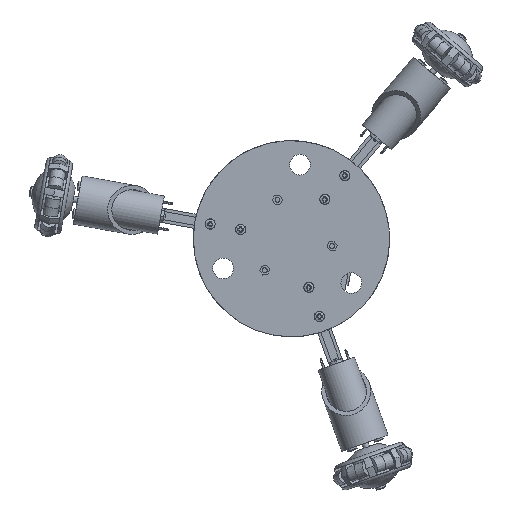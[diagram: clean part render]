
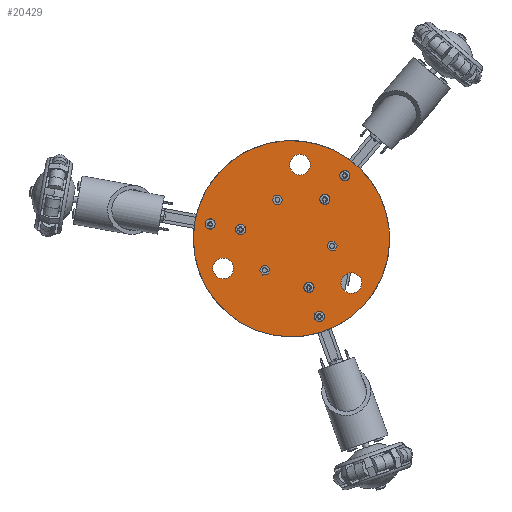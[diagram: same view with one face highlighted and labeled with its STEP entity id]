
A CAD part, front view. The second image highlights one B-rep face of the part: STEP entity #20429.
In plain terms, the highlighted planar face has unit normal (0, -1, 0).
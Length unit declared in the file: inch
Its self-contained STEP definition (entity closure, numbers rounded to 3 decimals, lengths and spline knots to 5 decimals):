
#5085=PLANE($,#21830);
#5938=FACE_BOUND($,#7717,.T.);
#5939=FACE_BOUND($,#7718,.T.);
#5940=FACE_BOUND($,#7719,.T.);
#5941=FACE_BOUND($,#7720,.T.);
#5942=FACE_BOUND($,#7721,.T.);
#5943=FACE_BOUND($,#7722,.T.);
#5944=FACE_BOUND($,#7723,.T.);
#5945=FACE_BOUND($,#7724,.T.);
#5946=FACE_BOUND($,#7725,.T.);
#5947=FACE_BOUND($,#7726,.T.);
#5948=FACE_BOUND($,#7727,.T.);
#5949=FACE_BOUND($,#7728,.T.);
#5950=FACE_BOUND($,#7729,.T.);
#7717=EDGE_LOOP($,(#14970));
#7718=EDGE_LOOP($,(#14971));
#7719=EDGE_LOOP($,(#14972));
#7720=EDGE_LOOP($,(#14973));
#7721=EDGE_LOOP($,(#14974));
#7722=EDGE_LOOP($,(#14975));
#7723=EDGE_LOOP($,(#14976));
#7724=EDGE_LOOP($,(#14977));
#7725=EDGE_LOOP($,(#14978));
#7726=EDGE_LOOP($,(#14979));
#7727=EDGE_LOOP($,(#14980));
#7728=EDGE_LOOP($,(#14981));
#7729=EDGE_LOOP($,(#14982));
#9297=CIRCLE($,#21696,0.25);
#9299=CIRCLE($,#21701,0.06);
#9301=CIRCLE($,#21706,0.06);
#9303=CIRCLE($,#21709,0.0675);
#9305=CIRCLE($,#21712,0.25);
#9307=CIRCLE($,#21717,0.06);
#9309=CIRCLE($,#21722,0.06);
#9311=CIRCLE($,#21725,0.0675);
#9345=CIRCLE($,#21770,2.375);
#9355=CIRCLE($,#21796,0.0675);
#9356=CIRCLE($,#21798,0.25);
#9357=CIRCLE($,#21800,0.06);
#9359=CIRCLE($,#21803,0.06);
#9994=VERTEX_POINT($,#29801);
#10004=VERTEX_POINT($,#29824);
#10014=VERTEX_POINT($,#29847);
#10016=VERTEX_POINT($,#29852);
#10018=VERTEX_POINT($,#29857);
#10028=VERTEX_POINT($,#29880);
#10038=VERTEX_POINT($,#29903);
#10040=VERTEX_POINT($,#29908);
#10074=VERTEX_POINT($,#30007);
#10091=VERTEX_POINT($,#30070);
#10092=VERTEX_POINT($,#30073);
#10093=VERTEX_POINT($,#30076);
#10095=VERTEX_POINT($,#30081);
#11868=EDGE_CURVE($,#9994,#9994,#9297,.T.);
#11878=EDGE_CURVE($,#10004,#10004,#9299,.T.);
#11888=EDGE_CURVE($,#10014,#10014,#9301,.T.);
#11890=EDGE_CURVE($,#10016,#10016,#9303,.T.);
#11892=EDGE_CURVE($,#10018,#10018,#9305,.T.);
#11902=EDGE_CURVE($,#10028,#10028,#9307,.T.);
#11912=EDGE_CURVE($,#10038,#10038,#9309,.T.);
#11914=EDGE_CURVE($,#10040,#10040,#9311,.T.);
#11968=EDGE_CURVE($,#10074,#10074,#9345,.T.);
#11998=EDGE_CURVE($,#10091,#10091,#9355,.T.);
#11999=EDGE_CURVE($,#10092,#10092,#9356,.T.);
#12000=EDGE_CURVE($,#10093,#10093,#9357,.T.);
#12002=EDGE_CURVE($,#10095,#10095,#9359,.T.);
#14970=ORIENTED_EDGE($,*,*,#11868,.T.);
#14971=ORIENTED_EDGE($,*,*,#11878,.T.);
#14972=ORIENTED_EDGE($,*,*,#11888,.T.);
#14973=ORIENTED_EDGE($,*,*,#11890,.T.);
#14974=ORIENTED_EDGE($,*,*,#11892,.T.);
#14975=ORIENTED_EDGE($,*,*,#11902,.T.);
#14976=ORIENTED_EDGE($,*,*,#11912,.T.);
#14977=ORIENTED_EDGE($,*,*,#11914,.T.);
#14978=ORIENTED_EDGE($,*,*,#11998,.T.);
#14979=ORIENTED_EDGE($,*,*,#11999,.T.);
#14980=ORIENTED_EDGE($,*,*,#12000,.T.);
#14981=ORIENTED_EDGE($,*,*,#12002,.T.);
#14982=ORIENTED_EDGE($,*,*,#11968,.T.);
#20429=ADVANCED_FACE($,(#5938,#5939,#5940,#5941,#5942,#5943,#5944,#5945,
#5946,#5947,#5948,#5949,#5950),#5085,.F.);
#21696=AXIS2_PLACEMENT_3D($,#29802,#23810,#23811);
#21701=AXIS2_PLACEMENT_3D($,#29825,#23828,#23829);
#21706=AXIS2_PLACEMENT_3D($,#29848,#23846,#23847);
#21709=AXIS2_PLACEMENT_3D($,#29853,#23852,#23853);
#21712=AXIS2_PLACEMENT_3D($,#29858,#23858,#23859);
#21717=AXIS2_PLACEMENT_3D($,#29881,#23876,#23877);
#21722=AXIS2_PLACEMENT_3D($,#29904,#23894,#23895);
#21725=AXIS2_PLACEMENT_3D($,#29909,#23900,#23901);
#21770=AXIS2_PLACEMENT_3D($,#30008,#24010,#24011);
#21796=AXIS2_PLACEMENT_3D($,#30071,#24082,#24083);
#21798=AXIS2_PLACEMENT_3D($,#30074,#24086,#24087);
#21800=AXIS2_PLACEMENT_3D($,#30077,#24090,#24091);
#21803=AXIS2_PLACEMENT_3D($,#30082,#24096,#24097);
#21830=AXIS2_PLACEMENT_3D($,#30152,#24174,#24175);
#23810=DIRECTION('center_axis',(0.,1.,0.));
#23811=DIRECTION('ref_axis',(0.5,0.,-0.866));
#23828=DIRECTION('center_axis',(0.,1.,0.));
#23829=DIRECTION('ref_axis',(0.5,0.,-0.866));
#23846=DIRECTION('center_axis',(0.,1.,0.));
#23847=DIRECTION('ref_axis',(0.5,0.,-0.866));
#23852=DIRECTION('center_axis',(0.,1.,0.));
#23853=DIRECTION('ref_axis',(0.5,0.,-0.866));
#23858=DIRECTION('center_axis',(0.,1.,0.));
#23859=DIRECTION('ref_axis',(0.5,0.,0.866));
#23876=DIRECTION('center_axis',(0.,1.,0.));
#23877=DIRECTION('ref_axis',(0.5,0.,0.866));
#23894=DIRECTION('center_axis',(0.,1.,0.));
#23895=DIRECTION('ref_axis',(0.5,0.,0.866));
#23900=DIRECTION('center_axis',(0.,1.,0.));
#23901=DIRECTION('ref_axis',(0.5,0.,0.866));
#24010=DIRECTION('center_axis',(0.,-1.,0.));
#24011=DIRECTION('ref_axis',(1.,0.,0.));
#24082=DIRECTION('center_axis',(0.,1.,0.));
#24083=DIRECTION('ref_axis',(-1.,0.,0.));
#24086=DIRECTION('center_axis',(0.,1.,0.));
#24087=DIRECTION('ref_axis',(-1.,0.,0.));
#24090=DIRECTION('center_axis',(0.,1.,0.));
#24091=DIRECTION('ref_axis',(-1.,0.,0.));
#24096=DIRECTION('center_axis',(0.,1.,0.));
#24097=DIRECTION('ref_axis',(-1.,0.,0.));
#24174=DIRECTION('center_axis',(0.,1.,0.));
#24175=DIRECTION('ref_axis',(0.,0.,1.));
#29801=CARTESIAN_POINT('',(0.67404,0.,1.83253));
#29802=CARTESIAN_POINT('Origin',(0.79904,0.,1.61603));
#29824=CARTESIAN_POINT('',(1.70205,0.,1.05196));
#29825=CARTESIAN_POINT('Origin',(1.73205,0.,1.));
#29847=CARTESIAN_POINT('',(1.05253,0.,0.67696));
#29848=CARTESIAN_POINT('Origin',(1.08253,0.,0.625));
#29852=CARTESIAN_POINT('',(-0.89978,0.,-0.44154));
#29853=CARTESIAN_POINT('Origin',(-0.86603,0.,-0.5));
#29857=CARTESIAN_POINT('',(-1.92404,0.,-0.33253));
#29858=CARTESIAN_POINT('Origin',(-1.79904,0.,-0.11603));
#29880=CARTESIAN_POINT('',(-1.76205,0.,0.94804));
#29881=CARTESIAN_POINT('Origin',(-1.73205,0.,1.));
#29903=CARTESIAN_POINT('',(-1.11253,0.,0.57304));
#29904=CARTESIAN_POINT('Origin',(-1.08253,0.,0.625));
#29908=CARTESIAN_POINT('',(0.83228,0.,-0.55846));
#29909=CARTESIAN_POINT('Origin',(0.86603,0.,-0.5));
#30007=CARTESIAN_POINT('',(-2.375,0.,0.));
#30008=CARTESIAN_POINT('Origin',(0.,0.,0.));
#30070=CARTESIAN_POINT('',(0.0675,0.,1.));
#30071=CARTESIAN_POINT('Origin',(0.,0.,1.));
#30073=CARTESIAN_POINT('',(1.25,0.,-1.5));
#30074=CARTESIAN_POINT('Origin',(1.,0.,-1.5));
#30076=CARTESIAN_POINT('',(0.06,0.,-2.));
#30077=CARTESIAN_POINT('Origin',(0.,0.,-2.));
#30081=CARTESIAN_POINT('',(0.06,0.,-1.25));
#30082=CARTESIAN_POINT('Origin',(0.,0.,-1.25));
#30152=CARTESIAN_POINT('Origin',(0.,0.,0.));
